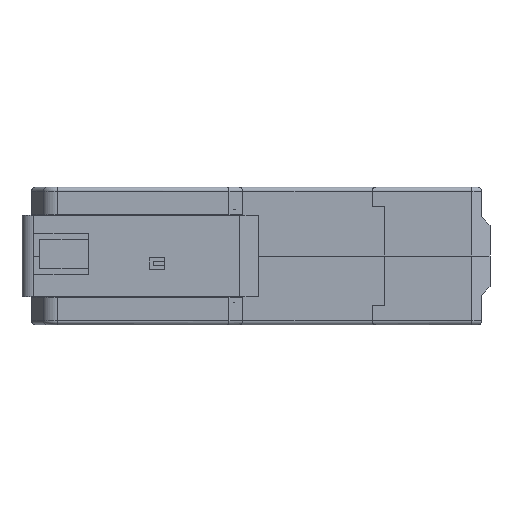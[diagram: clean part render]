
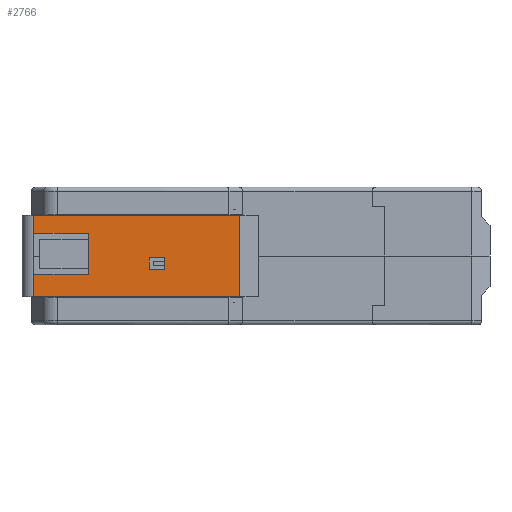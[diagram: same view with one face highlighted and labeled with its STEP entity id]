
A CAD part, front view. The second image highlights one B-rep face of the part: STEP entity #2766.
In plain terms, the highlighted planar face has unit normal (0, -1, 0).
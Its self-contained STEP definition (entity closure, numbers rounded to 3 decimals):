
#1126=PLANE('',#35065);
#2059=FACE_BOUND('',#6520,.T.);
#2060=FACE_BOUND('',#6521,.T.);
#2766=ADVANCED_FACE('',(#2059,#2060),#1126,.F.);
#6520=EDGE_LOOP('',(#18776,#18777,#18778,#18779));
#6521=EDGE_LOOP('',(#18780,#18781,#18782,#18783,#18784,#18785,#18786,#18787));
#9225=LINE('',#54043,#13004);
#9265=LINE('',#54135,#13044);
#9266=LINE('',#54138,#13045);
#9267=LINE('',#54140,#13046);
#9268=LINE('',#54142,#13047);
#9269=LINE('',#54143,#13048);
#9270=LINE('',#54146,#13049);
#9271=LINE('',#54148,#13050);
#9272=LINE('',#54150,#13051);
#9273=LINE('',#54152,#13052);
#9274=LINE('',#54154,#13053);
#9275=LINE('',#54155,#13054);
#13004=VECTOR('',#39823,1.);
#13044=VECTOR('',#39879,1.);
#13045=VECTOR('',#39880,1.);
#13046=VECTOR('',#39881,1.);
#13047=VECTOR('',#39882,1.);
#13048=VECTOR('',#39883,1.);
#13049=VECTOR('',#39884,1.);
#13050=VECTOR('',#39885,1.);
#13051=VECTOR('',#39886,1.);
#13052=VECTOR('',#39887,1.);
#13053=VECTOR('',#39888,1.);
#13054=VECTOR('',#39889,1.);
#18776=ORIENTED_EDGE('',*,*,#30176,.F.);
#18777=ORIENTED_EDGE('',*,*,#30177,.F.);
#18778=ORIENTED_EDGE('',*,*,#30178,.F.);
#18779=ORIENTED_EDGE('',*,*,#30179,.F.);
#18780=ORIENTED_EDGE('',*,*,#30180,.F.);
#18781=ORIENTED_EDGE('',*,*,#30181,.T.);
#18782=ORIENTED_EDGE('',*,*,#30182,.F.);
#18783=ORIENTED_EDGE('',*,*,#30183,.F.);
#18784=ORIENTED_EDGE('',*,*,#30184,.F.);
#18785=ORIENTED_EDGE('',*,*,#30185,.T.);
#18786=ORIENTED_EDGE('',*,*,#30131,.T.);
#18787=ORIENTED_EDGE('',*,*,#30186,.F.);
#26357=VERTEX_POINT('',#54044);
#26358=VERTEX_POINT('',#54045);
#26401=VERTEX_POINT('',#54136);
#26402=VERTEX_POINT('',#54137);
#26403=VERTEX_POINT('',#54139);
#26404=VERTEX_POINT('',#54141);
#26405=VERTEX_POINT('',#54144);
#26406=VERTEX_POINT('',#54145);
#26407=VERTEX_POINT('',#54147);
#26408=VERTEX_POINT('',#54149);
#26409=VERTEX_POINT('',#54151);
#26410=VERTEX_POINT('',#54153);
#30131=EDGE_CURVE('',#26357,#26358,#9225,.T.);
#30176=EDGE_CURVE('',#26401,#26402,#9265,.T.);
#30177=EDGE_CURVE('',#26403,#26401,#9266,.T.);
#30178=EDGE_CURVE('',#26404,#26403,#9267,.T.);
#30179=EDGE_CURVE('',#26402,#26404,#9268,.T.);
#30180=EDGE_CURVE('',#26405,#26406,#9269,.T.);
#30181=EDGE_CURVE('',#26405,#26407,#9270,.T.);
#30182=EDGE_CURVE('',#26408,#26407,#9271,.T.);
#30183=EDGE_CURVE('',#26409,#26408,#9272,.T.);
#30184=EDGE_CURVE('',#26410,#26409,#9273,.T.);
#30185=EDGE_CURVE('',#26410,#26357,#9274,.T.);
#30186=EDGE_CURVE('',#26406,#26358,#9275,.T.);
#35065=AXIS2_PLACEMENT_3D('',#54156,#39890,#39891);
#39823=DIRECTION('',(1.,0.,0.));
#39879=DIRECTION('',(0.,0.,-1.));
#39880=DIRECTION('',(-1.,0.,0.));
#39881=DIRECTION('',(0.,0.,1.));
#39882=DIRECTION('',(1.,0.,0.));
#39883=DIRECTION('',(1.,0.,0.));
#39884=DIRECTION('',(0.,0.,-1.));
#39885=DIRECTION('',(-1.,0.,0.));
#39886=DIRECTION('',(0.,0.,1.));
#39887=DIRECTION('',(1.,0.,0.));
#39888=DIRECTION('',(0.,0.,-1.));
#39889=DIRECTION('',(0.,0.,-1.));
#39890=DIRECTION('',(0.,1.,0.));
#39891=DIRECTION('',(1.,0.,0.));
#54043=CARTESIAN_POINT('',(-45.914,-44.124,-27.978));
#54044=CARTESIAN_POINT('',(-42.914,-44.124,-27.978));
#54045=CARTESIAN_POINT('',(9.761,-44.124,-27.978));
#54135=CARTESIAN_POINT('',(-13.414,-44.124,-7.178));
#54136=CARTESIAN_POINT('',(-13.414,-44.124,-18.056));
#54137=CARTESIAN_POINT('',(-13.414,-44.124,-21.056));
#54138=CARTESIAN_POINT('',(-45.914,-44.124,-18.056));
#54139=CARTESIAN_POINT('',(-9.414,-44.124,-18.056));
#54140=CARTESIAN_POINT('',(-9.414,-44.124,-7.178));
#54141=CARTESIAN_POINT('',(-9.414,-44.124,-21.056));
#54142=CARTESIAN_POINT('',(-45.914,-44.124,-21.056));
#54143=CARTESIAN_POINT('',(-45.914,-44.124,-7.178));
#54144=CARTESIAN_POINT('',(-42.914,-44.124,-7.178));
#54145=CARTESIAN_POINT('',(9.761,-44.124,-7.178));
#54146=CARTESIAN_POINT('',(-42.914,-44.124,-7.178));
#54147=CARTESIAN_POINT('',(-42.914,-44.124,-11.828));
#54148=CARTESIAN_POINT('',(-45.914,-44.124,-11.828));
#54149=CARTESIAN_POINT('',(-28.914,-44.124,-11.828));
#54150=CARTESIAN_POINT('',(-28.914,-44.124,-7.178));
#54151=CARTESIAN_POINT('',(-28.914,-44.124,-22.328));
#54152=CARTESIAN_POINT('',(-45.914,-44.124,-22.328));
#54153=CARTESIAN_POINT('',(-42.914,-44.124,-22.328));
#54154=CARTESIAN_POINT('',(-42.914,-44.124,-7.178));
#54155=CARTESIAN_POINT('',(9.761,-44.124,-7.178));
#54156=CARTESIAN_POINT('',(-45.914,-44.124,-7.178));
